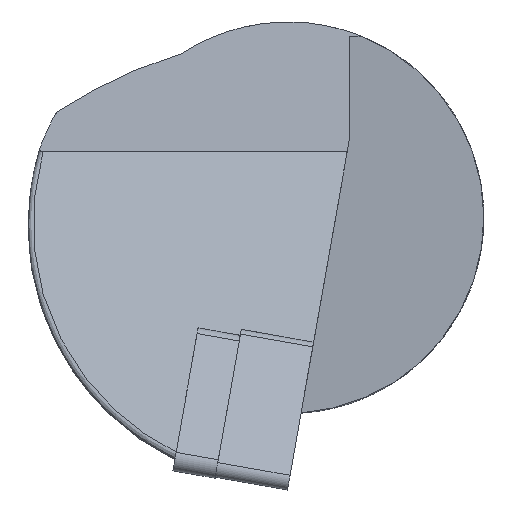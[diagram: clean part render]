
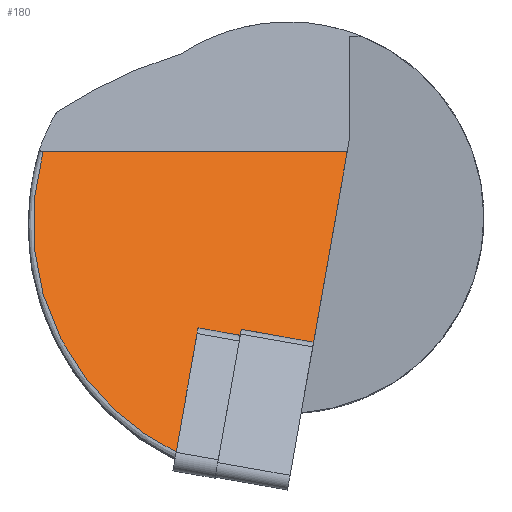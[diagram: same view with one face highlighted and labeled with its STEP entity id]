
A CAD part, top view. The second image highlights one B-rep face of the part: STEP entity #180.
In plain terms, the highlighted planar face has unit normal (0, 0.53, 0.848).
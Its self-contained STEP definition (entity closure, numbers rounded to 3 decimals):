
#103=ELLIPSE('',#1649,24.617,20.865);
#180=ADVANCED_FACE('',(#324),#256,.F.);
#256=PLANE('',#1650);
#324=FACE_OUTER_BOUND('',#409,.T.);
#409=EDGE_LOOP('',(#653,#654,#655,#656,#657,#658,#659,#660));
#653=ORIENTED_EDGE('',*,*,#1233,.F.);
#654=ORIENTED_EDGE('',*,*,#1154,.T.);
#655=ORIENTED_EDGE('',*,*,#1164,.F.);
#656=ORIENTED_EDGE('',*,*,#1205,.T.);
#657=ORIENTED_EDGE('',*,*,#1234,.F.);
#658=ORIENTED_EDGE('',*,*,#1235,.T.);
#659=ORIENTED_EDGE('',*,*,#1224,.T.);
#660=ORIENTED_EDGE('',*,*,#1174,.F.);
#995=VERTEX_POINT('',#2263);
#996=VERTEX_POINT('',#2264);
#1005=VERTEX_POINT('',#2284);
#1014=VERTEX_POINT('',#2306);
#1015=VERTEX_POINT('',#2307);
#1035=VERTEX_POINT('',#2378);
#1046=VERTEX_POINT('',#2417);
#1050=VERTEX_POINT('',#2475);
#1154=EDGE_CURVE('',#995,#996,#1394,.T.);
#1164=EDGE_CURVE('',#1005,#996,#1400,.T.);
#1174=EDGE_CURVE('',#1014,#1015,#1409,.T.);
#1205=EDGE_CURVE('',#1005,#1035,#1428,.T.);
#1224=EDGE_CURVE('',#1046,#1015,#1439,.T.);
#1233=EDGE_CURVE('',#995,#1014,#1442,.T.);
#1234=EDGE_CURVE('',#1050,#1035,#1443,.T.);
#1235=EDGE_CURVE('',#1050,#1046,#103,.T.);
#1394=LINE('',#2262,#1497);
#1400=LINE('',#2283,#1503);
#1409=LINE('',#2305,#1512);
#1428=LINE('',#2379,#1531);
#1439=LINE('',#2416,#1542);
#1442=LINE('',#2473,#1545);
#1443=LINE('',#2474,#1546);
#1497=VECTOR('',#1788,1.);
#1503=VECTOR('',#1804,1.);
#1512=VECTOR('',#1821,1.);
#1531=VECTOR('',#1874,1.);
#1542=VECTOR('',#1909,1.);
#1545=VECTOR('',#1932,1.);
#1546=VECTOR('',#1933,1.);
#1649=AXIS2_PLACEMENT_3D('',#2476,#1934,#1935);
#1650=AXIS2_PLACEMENT_3D('',#2477,#1936,#1937);
#1788=DIRECTION('',(0.148,0.839,-0.524));
#1804=DIRECTION('',(-0.978,0.176,-0.11));
#1821=DIRECTION('',(-0.978,0.176,-0.11));
#1874=DIRECTION('',(0.148,0.839,-0.524));
#1909=DIRECTION('',(0.148,0.839,-0.524));
#1932=DIRECTION('',(-0.978,0.176,-0.11));
#1933=DIRECTION('',(1.,0.,0.));
#1934=DIRECTION('',(0.,0.53,0.848));
#1935=DIRECTION('',(0.,-0.848,0.53));
#1936=DIRECTION('',(0.,-0.53,-0.848));
#1937=DIRECTION('',(0.,0.848,-0.53));
#2262=CARTESIAN_POINT('',(-6.769,-25.834,47.946));
#2263=CARTESIAN_POINT('',(-3.92,-9.678,37.85));
#2264=CARTESIAN_POINT('',(-3.831,-9.176,37.536));
#2283=CARTESIAN_POINT('',(-32.506,-4.021,34.316));
#2284=CARTESIAN_POINT('',(2.074,-10.237,38.2));
#2305=CARTESIAN_POINT('',(-32.63,-4.517,34.625));
#2306=CARTESIAN_POINT('',(-5.432,-9.406,37.68));
#2307=CARTESIAN_POINT('',(-7.365,-9.058,37.463));
#2378=CARTESIAN_POINT('',(4.82,5.338,28.467));
#2379=CARTESIAN_POINT('',(-0.809,-26.589,48.418));
#2416=CARTESIAN_POINT('',(-10.245,-25.393,47.67));
#2417=CARTESIAN_POINT('',(-9.158,-19.23,43.819));
#2473=CARTESIAN_POINT('',(-32.63,-4.517,34.625));
#2474=CARTESIAN_POINT('',(-37.,5.338,28.467));
#2475=CARTESIAN_POINT('',(-20.041,5.338,28.467));
#2476=CARTESIAN_POINT('',(0.,-0.472,32.098));
#2477=CARTESIAN_POINT('',(-37.,-22.,45.55));
